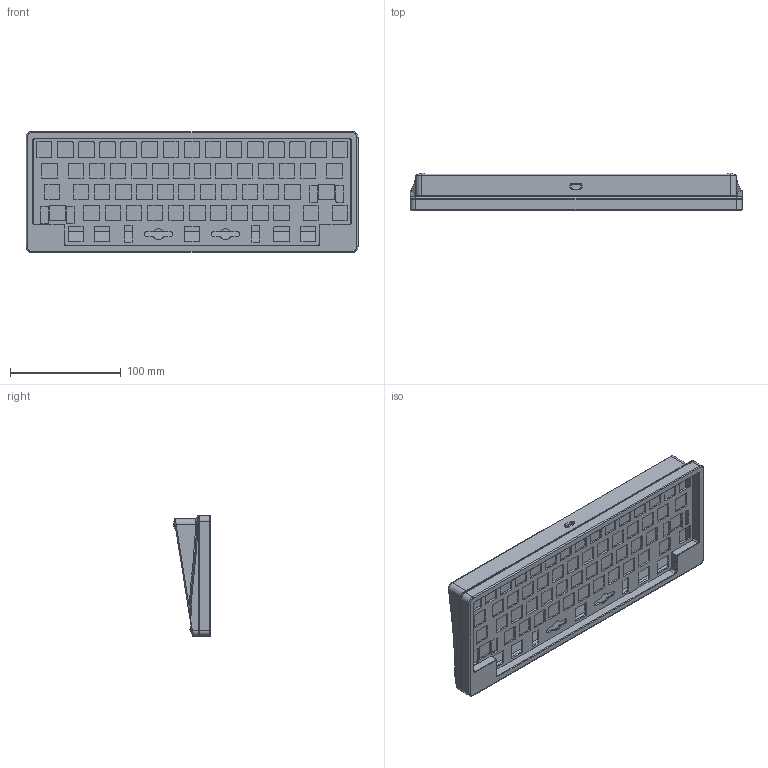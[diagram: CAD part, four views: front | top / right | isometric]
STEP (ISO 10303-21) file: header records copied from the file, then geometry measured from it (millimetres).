
FILE_DESCRIPTION (( 'STEP AP214' ), '1' );
FILE_NAME ('HHKB60-WorkingAssmV1.STEP', '2021-01-22T16:16:53', ( '' ), ( '' ), 'SwSTEP 2.0', 'SolidWorks 2020', '' );
FILE_SCHEMA (( 'AUTOMOTIVE_DESIGN' ));
Length unit declared in the file: millimetre
Products named in the file (5): HHKB60-Top; HHKB60-Bottom; HHKB60-WorkingAssmV1; Review70-0066-5104-9; HHKB60-Plate
Assembly tree (7 placements, depth 2):
  HHKB60-WorkingAssmV1
    HHKB60-Top
    HHKB60-Plate
    HHKB60-Bottom
    Review70-0066-5104-9  x4
Bounding box: 299.45 x 34 x 108.95 mm (x, y, z)
Volume: 344925.6 mm3; surface area: 145755.8 mm2
Topology: 7 solids, 7 shells, 858 faces, 2436 edges, 1592 vertices
Faces by surface type: cylinder 413, plane 364, bspline 55, cone 14, torus 12
Entity records: 29287 total; most frequent: CARTESIAN_POINT 6561, ORIENTED_EDGE 4756, DIRECTION 4754, EDGE_CURVE 2378, AXIS2_PLACEMENT_3D 1651, VERTEX_POINT 1559, LINE 1452, VECTOR 1452
